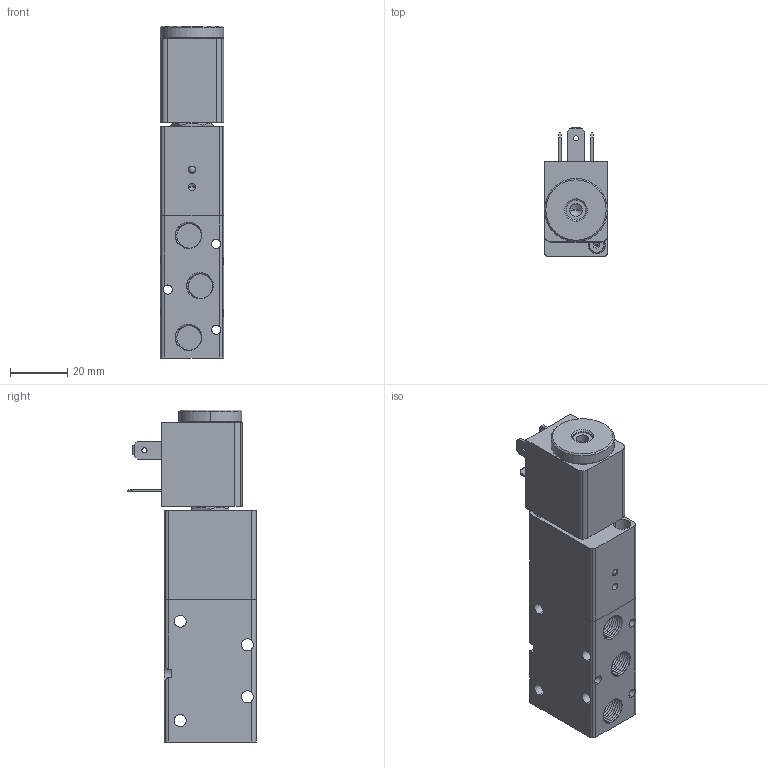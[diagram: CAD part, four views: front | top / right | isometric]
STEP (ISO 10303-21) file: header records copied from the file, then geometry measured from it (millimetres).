
FILE_DESCRIPTION((''),'2;1');
FILE_NAME('00_034_3.stp','2003-01-02T16:39:45',('Branislav Petkovic'),('AZ Pneumatica'),'AutoCAD STEP 2000i','AutoCAD 2000i','Via J. F. Kennedy, 26, 20020 Misinto (MI), ITALY');
FILE_SCHEMA(('CONFIG_CONTROL_DESIGN'));
Length unit declared in the file: millimetre
Products named in the file (12): 00_034_3; 521 TELO; PART1; X21 OPRUGA DUZA; PART2A; MAGNET; PART1AA; PART1A; X21 KOTVA KRATKA SA RUPOM; PART2; STEZAC; PODLOSKA
Assembly tree (11 placements, depth 3):
  00_034_3
    521 TELO
      PART1
    X21 OPRUGA DUZA
      PART2A
    MAGNET
      PART1AA
    PART1A
    X21 KOTVA KRATKA SA RUPOM
      PART2
      STEZAC
      PODLOSKA
Bounding box: 22 x 45.09 x 115.5 mm (x, y, z)
Surface area: 24051.6 mm2 (no closed solid volume)
Topology: 0 solids, 7 shells, 398 faces, 1052 edges, 671 vertices
Faces by surface type: cylinder 211, plane 117, cone 46, bspline 14, torus 8, sphere 2
Entity records: 27889 total; most frequent: CARTESIAN_POINT 17644, ORIENTED_EDGE 2151, DIRECTION 1968, EDGE_CURVE 1109, AXIS2_PLACEMENT_3D 738, VERTEX_POINT 736, VECTOR 492, LINE 492
